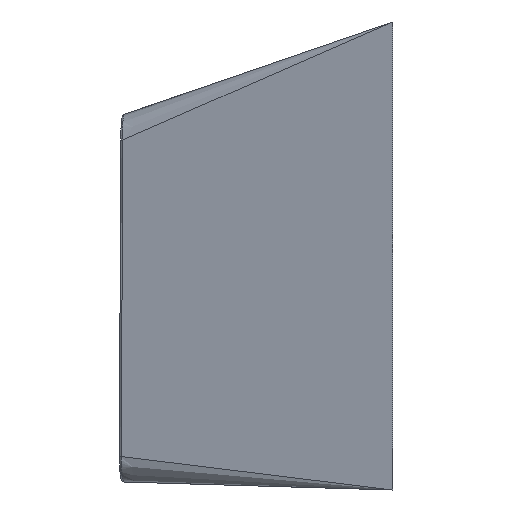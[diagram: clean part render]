
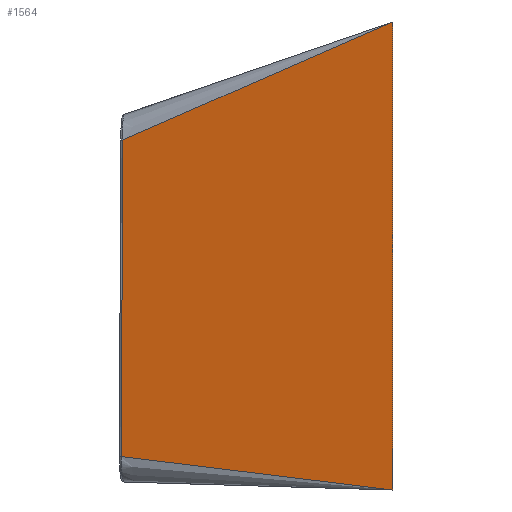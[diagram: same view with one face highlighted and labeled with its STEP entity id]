
A CAD part, left-side view. The second image highlights one B-rep face of the part: STEP entity #1564.
In plain terms, the highlighted free-form (B-spline) face has degree [3, 1] with [6, 2] control points.
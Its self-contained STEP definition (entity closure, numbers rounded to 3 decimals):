
#49 = CARTESIAN_POINT ( 'NONE',  ( 0., 0., 0. ) ) ;
#97 = B_SPLINE_CURVE_WITH_KNOTS ( 'NONE', 3,
 ( #1495, #1377, #437, #1359 ),
 .UNSPECIFIED., .F., .F.,
 ( 4, 4 ),
 ( 0., 0.991 ),
 .UNSPECIFIED. ) ;
#236 = CARTESIAN_POINT ( 'NONE',  ( 0., 0., 18. ) ) ;
#252 = CARTESIAN_POINT ( 'NONE',  ( 2.629, 10.407, 7.373 ) ) ;
#264 = B_SPLINE_CURVE_WITH_KNOTS ( 'NONE', 3,
 ( #1440, #630, #1470, #252, #1160, #1305, #409 ),
 .UNSPECIFIED., .F., .F.,
 ( 4, 3, 4 ),
 ( 0., 0.006, 0.012 ),
 .UNSPECIFIED. ) ;
#288 = LINE ( 'NONE', #1429, #849 ) ;
#352 = CARTESIAN_POINT ( 'NONE',  ( 0., 0., 18. ) ) ;
#375 = VERTEX_POINT ( 'NONE', #609 ) ;
#378 = CARTESIAN_POINT ( 'NONE',  ( 2.65, 10.481, 9.703 ) ) ;
#386 = CARTESIAN_POINT ( 'NONE',  ( 0., 0., 15. ) ) ;
#387 = CARTESIAN_POINT ( 'NONE',  ( 2.65, 10.51, 2.66 ) ) ;
#409 = CARTESIAN_POINT ( 'NONE',  ( 2.629, 10.432, 1.285 ) ) ;
#437 = CARTESIAN_POINT ( 'NONE',  ( 1.859, 7.339, 14.791 ) ) ;
#474 = CARTESIAN_POINT ( 'NONE',  ( 2.629, 10.432, 1.285 ) ) ;
#503 = CARTESIAN_POINT ( 'NONE',  ( 0., 0., 6. ) ) ;
#536 = FACE_OUTER_BOUND ( 'NONE', #575, .T. ) ;
#575 = EDGE_LOOP ( 'NONE', ( #650, #1353, #1484, #1599 ) ) ;
#594 = CARTESIAN_POINT ( 'NONE',  ( 1.859, 7.377, 0.908 ) ) ;
#609 = CARTESIAN_POINT ( 'NONE',  ( 2.629, 10.382, 13.461 ) ) ;
#630 = CARTESIAN_POINT ( 'NONE',  ( 2.629, 10.391, 11.432 ) ) ;
#650 = ORIENTED_EDGE ( 'NONE', *, *, #1083, .T. ) ;
#659 = CARTESIAN_POINT ( 'NONE',  ( 2.65, 10.5, 5.007 ) ) ;
#676 = VERTEX_POINT ( 'NONE', #751 ) ;
#751 = CARTESIAN_POINT ( 'NONE',  ( 0., 0., 0. ) ) ;
#849 = VECTOR ( 'NONE', #1269, 1000. ) ;
#1016 = CARTESIAN_POINT ( 'NONE',  ( 0., 0., 3. ) ) ;
#1083 = EDGE_CURVE ( 'NONE', #1190, #375, #97, .T. ) ;
#1160 = CARTESIAN_POINT ( 'NONE',  ( 2.629, 10.415, 5.344 ) ) ;
#1190 = VERTEX_POINT ( 'NONE', #352 ) ;
#1192 = B_SPLINE_SURFACE_WITH_KNOTS ( 'NONE', 3, 1, ( 
 ( #49, #1541 ),
 ( #1016, #387 ),
 ( #503, #659 ),
 ( #1327, #378 ),
 ( #386, #1733 ),
 ( #236, #1728 ) ),
 .UNSPECIFIED., .F., .F., .F.,
 ( 4, 2, 4 ),
 ( 2, 2 ),
 ( 0., 0.5, 1. ),
 ( 0., 1. ),
 .UNSPECIFIED. ) ;
#1269 = DIRECTION ( 'NONE',  ( 0., 0., -1. ) ) ;
#1305 = CARTESIAN_POINT ( 'NONE',  ( 2.629, 10.423, 3.314 ) ) ;
#1327 = CARTESIAN_POINT ( 'NONE',  ( 0., 0., 12. ) ) ;
#1353 = ORIENTED_EDGE ( 'NONE', *, *, #1590, .T. ) ;
#1359 = CARTESIAN_POINT ( 'NONE',  ( 2.629, 10.382, 13.461 ) ) ;
#1360 = EDGE_CURVE ( 'NONE', #1190, #676, #288, .T. ) ;
#1377 = CARTESIAN_POINT ( 'NONE',  ( 0.982, 3.878, 16.304 ) ) ;
#1403 = EDGE_CURVE ( 'NONE', #1518, #676, #1724, .T. ) ;
#1429 = CARTESIAN_POINT ( 'NONE',  ( 0., 0., 18. ) ) ;
#1440 = CARTESIAN_POINT ( 'NONE',  ( 2.629, 10.382, 13.461 ) ) ;
#1447 = CARTESIAN_POINT ( 'NONE',  ( 0.982, 3.899, 0.48 ) ) ;
#1470 = CARTESIAN_POINT ( 'NONE',  ( 2.629, 10.399, 9.402 ) ) ;
#1484 = ORIENTED_EDGE ( 'NONE', *, *, #1403, .T. ) ;
#1495 = CARTESIAN_POINT ( 'NONE',  ( 0., 0., 18. ) ) ;
#1518 = VERTEX_POINT ( 'NONE', #1651 ) ;
#1541 = CARTESIAN_POINT ( 'NONE',  ( 2.65, 10.52, 0.312 ) ) ;
#1564 = ADVANCED_FACE ( 'NONE', ( #536 ), #1192, .T. ) ;
#1590 = EDGE_CURVE ( 'NONE', #375, #1518, #264, .T. ) ;
#1599 = ORIENTED_EDGE ( 'NONE', *, *, #1360, .F. ) ;
#1651 = CARTESIAN_POINT ( 'NONE',  ( 2.629, 10.432, 1.285 ) ) ;
#1717 = CARTESIAN_POINT ( 'NONE',  ( 0., 0., 0. ) ) ;
#1724 = B_SPLINE_CURVE_WITH_KNOTS ( 'NONE', 3,
 ( #474, #594, #1447, #1717 ),
 .UNSPECIFIED., .F., .F.,
 ( 4, 4 ),
 ( 0.009, 1. ),
 .UNSPECIFIED. ) ;
#1728 = CARTESIAN_POINT ( 'NONE',  ( 2.65, 10.462, 14.398 ) ) ;
#1733 = CARTESIAN_POINT ( 'NONE',  ( 2.65, 10.471, 12.05 ) ) ;
